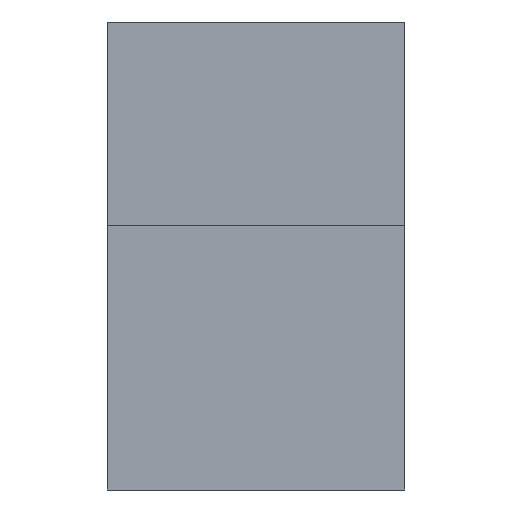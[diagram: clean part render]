
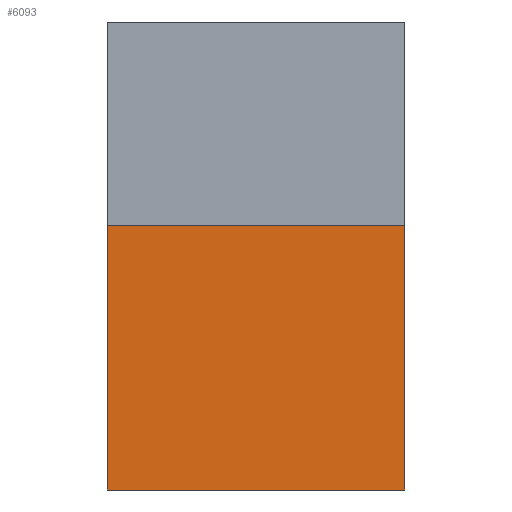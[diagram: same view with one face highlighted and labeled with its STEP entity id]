
A CAD part, front view. The second image highlights one B-rep face of the part: STEP entity #6093.
In plain terms, the highlighted planar face has unit normal (0, -1, 0).
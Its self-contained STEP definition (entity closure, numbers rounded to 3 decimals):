
#332 = ORIENTED_EDGE ( 'NONE', *, *, #3658, .T. ) ;
#547 = LINE ( 'NONE', #3060, #4766 ) ;
#633 = VERTEX_POINT ( 'NONE', #2354 ) ;
#928 = DIRECTION ( 'NONE',  ( -1., 0., 0. ) ) ;
#972 = VERTEX_POINT ( 'NONE', #1074 ) ;
#1074 = CARTESIAN_POINT ( 'NONE',  ( 13.5, -37.5, 0. ) ) ;
#1130 = VERTEX_POINT ( 'NONE', #9923 ) ;
#1216 = VECTOR ( 'NONE', #5359, 1000. ) ;
#2035 = DIRECTION ( 'NONE',  ( 0., 0., -1. ) ) ;
#2341 = ORIENTED_EDGE ( 'NONE', *, *, #5976, .F. ) ;
#2346 = VERTEX_POINT ( 'NONE', #3509 ) ;
#2354 = CARTESIAN_POINT ( 'NONE',  ( -13.5, -37.5, 24. ) ) ;
#3060 = CARTESIAN_POINT ( 'NONE',  ( 13.5, -37.5, 24. ) ) ;
#3509 = CARTESIAN_POINT ( 'NONE',  ( -13.5, -37.5, 0. ) ) ;
#3573 = EDGE_CURVE ( 'NONE', #633, #2346, #11320, .T. ) ;
#3644 = AXIS2_PLACEMENT_3D ( 'NONE', #7198, #9088, #6193 ) ;
#3658 = EDGE_CURVE ( 'NONE', #2346, #972, #3929, .T. ) ;
#3929 = LINE ( 'NONE', #9574, #5114 ) ;
#4419 = CARTESIAN_POINT ( 'NONE',  ( -13.5, -37.5, 42.5 ) ) ;
#4766 = VECTOR ( 'NONE', #928, 1000. ) ;
#4797 = DIRECTION ( 'NONE',  ( 1., 0., 0. ) ) ;
#5114 = VECTOR ( 'NONE', #4797, 1000. ) ;
#5359 = DIRECTION ( 'NONE',  ( 0., 0., -1. ) ) ;
#5976 = EDGE_CURVE ( 'NONE', #1130, #972, #11632, .T. ) ;
#6093 = ADVANCED_FACE ( 'NONE', ( #11621 ), #12039, .F. ) ;
#6193 = DIRECTION ( 'NONE',  ( 0., 0., 1. ) ) ;
#6491 = VECTOR ( 'NONE', #2035, 1000. ) ;
#7198 = CARTESIAN_POINT ( 'NONE',  ( -13.5, -37.5, 42.5 ) ) ;
#8129 = ORIENTED_EDGE ( 'NONE', *, *, #9340, .T. ) ;
#8534 = EDGE_LOOP ( 'NONE', ( #2341, #8129, #10952, #332 ) ) ;
#9088 = DIRECTION ( 'NONE',  ( 0., 1., 0. ) ) ;
#9340 = EDGE_CURVE ( 'NONE', #1130, #633, #547, .T. ) ;
#9574 = CARTESIAN_POINT ( 'NONE',  ( -13.5, -37.5, 0. ) ) ;
#9923 = CARTESIAN_POINT ( 'NONE',  ( 13.5, -37.5, 24. ) ) ;
#10952 = ORIENTED_EDGE ( 'NONE', *, *, #3573, .T. ) ;
#11320 = LINE ( 'NONE', #4419, #1216 ) ;
#11621 = FACE_OUTER_BOUND ( 'NONE', #8534, .T. ) ;
#11632 = LINE ( 'NONE', #11746, #6491 ) ;
#11746 = CARTESIAN_POINT ( 'NONE',  ( 13.5, -37.5, 42.5 ) ) ;
#12039 = PLANE ( 'NONE',  #3644 ) ;
